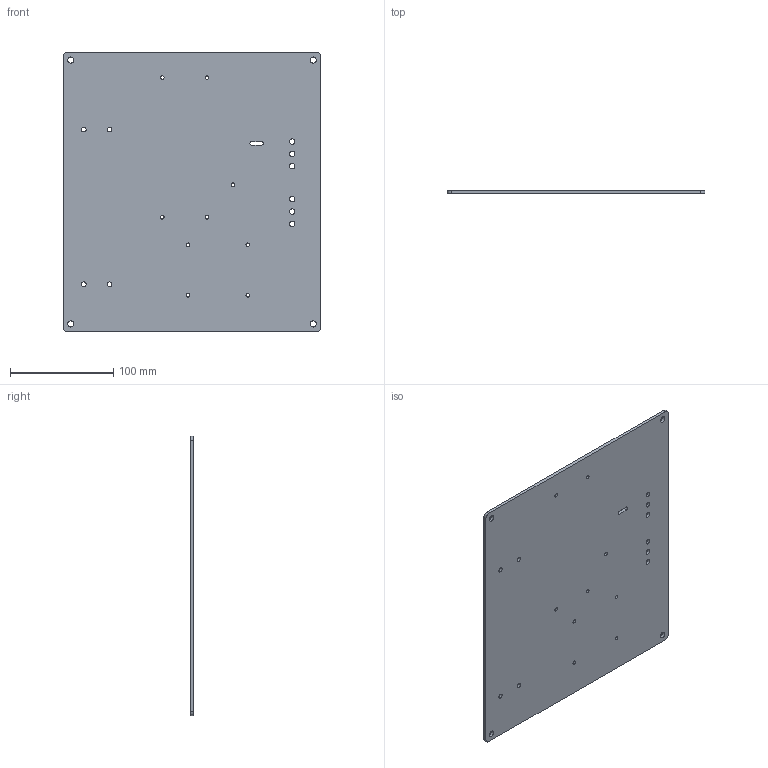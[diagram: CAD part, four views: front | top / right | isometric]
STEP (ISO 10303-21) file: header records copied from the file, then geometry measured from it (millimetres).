
FILE_DESCRIPTION(/* description */ (''),/* implementation_level */ '2;1');
FILE_NAME(/* name */ 'testbed.step',/* time_stamp */ '2019-10-16T11:19:40-05:00',/* author */ (''),/* organization */ (''),/* preprocessor_version */ 'ST-DEVELOPER v18',/* originating_system */ 'Autodesk Translation Framework v8.6.0.1094',/* authorisation */ '');
FILE_SCHEMA (('AUTOMOTIVE_DESIGN { 1 0 10303 214 3 1 1 }'));
Length unit declared in the file: millimetre
Products named in the file (1): (Unsaved)
Bounding box: 250 x 3 x 271 mm (x, y, z)
Volume: 201909.4 mm3; surface area: 138787.6 mm2
Topology: 1 solids, 1 shells, 37 faces, 105 edges, 70 vertices
Faces by surface type: cylinder 29, plane 8
Full cylindrical faces by diameter (mm): 3.5 x9, 4.5 x4, 5.2 x6, 6 x4
Entity records: 1366 total; most frequent: DIRECTION 239, CARTESIAN_POINT 213, ORIENTED_EDGE 210, EDGE_CURVE 105, AXIS2_PLACEMENT_3D 96, EDGE_LOOP 85, VERTEX_POINT 70, CIRCLE 58
